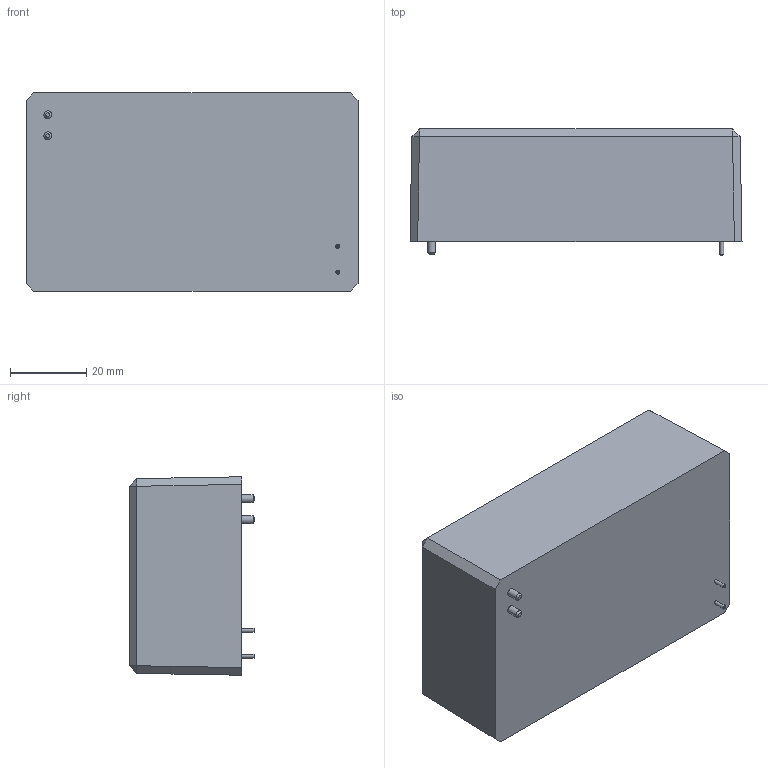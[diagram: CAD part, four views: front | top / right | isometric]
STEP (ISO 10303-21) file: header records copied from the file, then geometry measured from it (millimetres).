
FILE_DESCRIPTION(/* description */ (''),/* implementation_level */ '2;1');
FILE_NAME(/* name */ 'IRM-45 v2.step',/* time_stamp */ '2018-05-27T18:42:27+02:00',/* author */ ('mC3D69'),/* organization */ (''),/* preprocessor_version */ 'ST-DEVELOPER v17',/* originating_system */ 'Autodesk Translation Framework v7.1.0.215',/* authorisation */ '');
FILE_SCHEMA (('AUTOMOTIVE_DESIGN { 1 0 10303 214 3 1 1 }'));
Length unit declared in the file: millimetre
Products named in the file (1): IRM-45
Bounding box: 87 x 33 x 52 mm (x, y, z)
Volume: 130620.4 mm3; surface area: 16641.4 mm2
Topology: 1 solids, 1 shells, 30 faces, 56 edges, 32 vertices
Faces by surface type: plane 22, cone 4, cylinder 4
Full cylindrical faces by diameter (mm): 1 x2, 2 x2
Entity records: 783 total; most frequent: DIRECTION 130, CARTESIAN_POINT 119, ORIENTED_EDGE 112, EDGE_CURVE 56, LINE 44, VECTOR 44, AXIS2_PLACEMENT_3D 43, EDGE_LOOP 34
